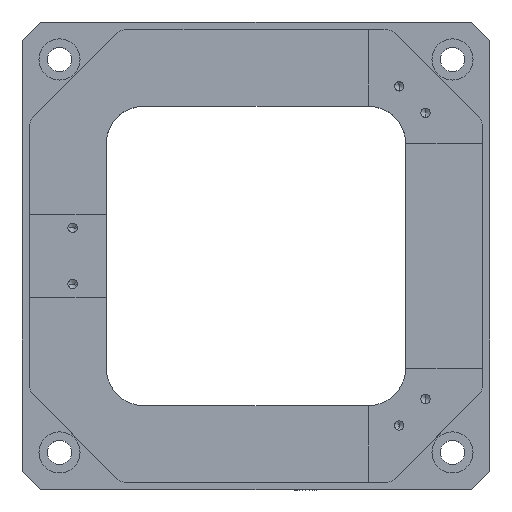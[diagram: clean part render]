
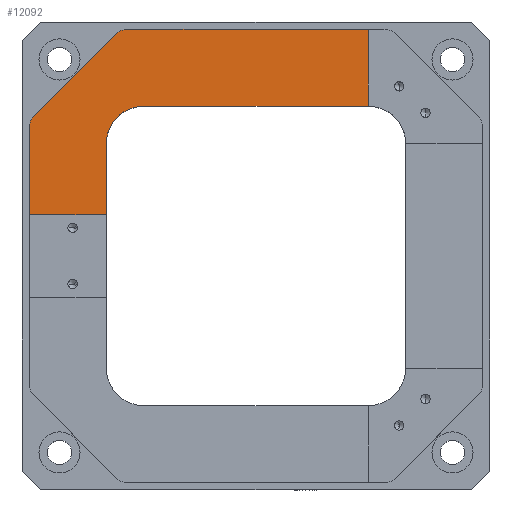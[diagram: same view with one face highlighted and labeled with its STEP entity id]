
A CAD part, top view. The second image highlights one B-rep face of the part: STEP entity #12092.
In plain terms, the highlighted planar face has unit normal (0, 0, 1).
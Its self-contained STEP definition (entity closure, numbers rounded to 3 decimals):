
#749 = AXIS2_PLACEMENT_3D ( 'NONE', #30001, #33395, #3323 ) ;
#1173 = EDGE_CURVE ( 'NONE', #9494, #38056, #40440, .T. ) ;
#1508 = VECTOR ( 'NONE', #12081, 1000. ) ;
#2000 = DIRECTION ( 'NONE',  ( -1., 0., 0. ) ) ;
#2036 = AXIS2_PLACEMENT_3D ( 'NONE', #34893, #8586, #15509 ) ;
#2989 = CARTESIAN_POINT ( 'NONE',  ( -30., 40., 19.5 ) ) ;
#3249 = CIRCLE ( 'NONE', #33672, 10. ) ;
#3323 = DIRECTION ( 'NONE',  ( -1., 0., 0. ) ) ;
#3820 = DIRECTION ( 'NONE',  ( 1., 0., 0. ) ) ;
#4572 = DIRECTION ( 'NONE',  ( 0., -1., 0. ) ) ;
#4945 = VERTEX_POINT ( 'NONE', #13581 ) ;
#5074 = ORIENTED_EDGE ( 'NONE', *, *, #30940, .T. ) ;
#5600 = EDGE_CURVE ( 'NONE', #6119, #36272, #6549, .T. ) ;
#5836 = DIRECTION ( 'NONE',  ( 1., 0., 0. ) ) ;
#5868 = VECTOR ( 'NONE', #36344, 1000. ) ;
#6119 = VERTEX_POINT ( 'NONE', #8502 ) ;
#6130 = DIRECTION ( 'NONE',  ( 0., 0., -1. ) ) ;
#6263 = LINE ( 'NONE', #7562, #8293 ) ;
#6345 = VECTOR ( 'NONE', #4572, 1000. ) ;
#6549 = CIRCLE ( 'NONE', #2036, 3. ) ;
#6784 = VECTOR ( 'NONE', #39901, 1000. ) ;
#6849 = LINE ( 'NONE', #15134, #26360 ) ;
#7381 = ORIENTED_EDGE ( 'NONE', *, *, #12075, .T. ) ;
#7562 = CARTESIAN_POINT ( 'NONE',  ( 30., 57.5, 19.5 ) ) ;
#8243 = ORIENTED_EDGE ( 'NONE', *, *, #1173, .T. ) ;
#8293 = VECTOR ( 'NONE', #24025, 1000. ) ;
#8502 = CARTESIAN_POINT ( 'NONE',  ( -59.621, 36.879, 19.5 ) ) ;
#8586 = DIRECTION ( 'NONE',  ( 0., 0., 1. ) ) ;
#9240 = EDGE_CURVE ( 'NONE', #39020, #11045, #35059, .T. ) ;
#9378 = CARTESIAN_POINT ( 'NONE',  ( -40., 11., 19.5 ) ) ;
#9494 = VERTEX_POINT ( 'NONE', #20570 ) ;
#9890 = AXIS2_PLACEMENT_3D ( 'NONE', #33043, #33328, #3820 ) ;
#9960 = EDGE_CURVE ( 'NONE', #30323, #37602, #3249, .T. ) ;
#11045 = VERTEX_POINT ( 'NONE', #17767 ) ;
#12075 = EDGE_CURVE ( 'NONE', #4945, #39020, #15019, .T. ) ;
#12081 = DIRECTION ( 'NONE',  ( 1., 0., 0. ) ) ;
#12092 = ADVANCED_FACE ( 'NONE', ( #29306 ), #29930, .T. ) ;
#13102 = ORIENTED_EDGE ( 'NONE', *, *, #33222, .T. ) ;
#13160 = LINE ( 'NONE', #19692, #23391 ) ;
#13478 = CARTESIAN_POINT ( 'NONE',  ( -34.757, 60.5, 19.5 ) ) ;
#13581 = CARTESIAN_POINT ( 'NONE',  ( 30., 60.5, 19.5 ) ) ;
#13798 = ORIENTED_EDGE ( 'NONE', *, *, #19100, .F. ) ;
#14821 = ORIENTED_EDGE ( 'NONE', *, *, #9240, .T. ) ;
#15019 = LINE ( 'NONE', #23200, #6784 ) ;
#15134 = CARTESIAN_POINT ( 'NONE',  ( -40., 40., 19.5 ) ) ;
#15509 = DIRECTION ( 'NONE',  ( -1., 0., 0. ) ) ;
#16219 = CARTESIAN_POINT ( 'NONE',  ( -30., 30., 19.5 ) ) ;
#16446 = EDGE_CURVE ( 'NONE', #36272, #9494, #13160, .T. ) ;
#17767 = CARTESIAN_POINT ( 'NONE',  ( -36.879, 59.621, 19.5 ) ) ;
#17850 = EDGE_CURVE ( 'NONE', #28546, #37602, #6849, .T. ) ;
#18561 = CARTESIAN_POINT ( 'NONE',  ( -40., 30., 19.5 ) ) ;
#19100 = EDGE_CURVE ( 'NONE', #30323, #38056, #21766, .T. ) ;
#19410 = DIRECTION ( 'NONE',  ( 0., -1., 0. ) ) ;
#19692 = CARTESIAN_POINT ( 'NONE',  ( -60.5, 57.5, 19.5 ) ) ;
#20570 = CARTESIAN_POINT ( 'NONE',  ( -60.5, 11., 19.5 ) ) ;
#21766 = LINE ( 'NONE', #26447, #6345 ) ;
#23200 = CARTESIAN_POINT ( 'NONE',  ( 34.757, 60.5, 19.5 ) ) ;
#23391 = VECTOR ( 'NONE', #19410, 1000. ) ;
#24025 = DIRECTION ( 'NONE',  ( 0., 1., 0. ) ) ;
#26126 = ORIENTED_EDGE ( 'NONE', *, *, #17850, .F. ) ;
#26360 = VECTOR ( 'NONE', #2000, 1000. ) ;
#26447 = CARTESIAN_POINT ( 'NONE',  ( -40., -40., 19.5 ) ) ;
#28546 = VERTEX_POINT ( 'NONE', #41340 ) ;
#29306 = FACE_OUTER_BOUND ( 'NONE', #38265, .T. ) ;
#29381 = CARTESIAN_POINT ( 'NONE',  ( -36.879, 59.621, 19.5 ) ) ;
#29930 = PLANE ( 'NONE',  #9890 ) ;
#30001 = CARTESIAN_POINT ( 'NONE',  ( -34.757, 57.5, 19.5 ) ) ;
#30323 = VERTEX_POINT ( 'NONE', #18561 ) ;
#30940 = EDGE_CURVE ( 'NONE', #11045, #6119, #33045, .T. ) ;
#31233 = ORIENTED_EDGE ( 'NONE', *, *, #5600, .T. ) ;
#33043 = CARTESIAN_POINT ( 'NONE',  ( 34.757, 57.5, 19.5 ) ) ;
#33045 = LINE ( 'NONE', #29381, #5868 ) ;
#33222 = EDGE_CURVE ( 'NONE', #28546, #4945, #6263, .T. ) ;
#33328 = DIRECTION ( 'NONE',  ( 0., 0., 1. ) ) ;
#33395 = DIRECTION ( 'NONE',  ( 0., 0., 1. ) ) ;
#33672 = AXIS2_PLACEMENT_3D ( 'NONE', #16219, #6130, #5836 ) ;
#34345 = CARTESIAN_POINT ( 'NONE',  ( 34.757, 11., 19.5 ) ) ;
#34893 = CARTESIAN_POINT ( 'NONE',  ( -57.5, 34.757, 19.5 ) ) ;
#35059 = CIRCLE ( 'NONE', #749, 3. ) ;
#36272 = VERTEX_POINT ( 'NONE', #42060 ) ;
#36344 = DIRECTION ( 'NONE',  ( -0.707, -0.707, 0. ) ) ;
#37074 = ORIENTED_EDGE ( 'NONE', *, *, #16446, .T. ) ;
#37602 = VERTEX_POINT ( 'NONE', #2989 ) ;
#38056 = VERTEX_POINT ( 'NONE', #9378 ) ;
#38265 = EDGE_LOOP ( 'NONE', ( #13798, #40876, #26126, #13102, #7381, #14821, #5074, #31233, #37074, #8243 ) ) ;
#39020 = VERTEX_POINT ( 'NONE', #13478 ) ;
#39901 = DIRECTION ( 'NONE',  ( -1., 0., 0. ) ) ;
#40440 = LINE ( 'NONE', #34345, #1508 ) ;
#40876 = ORIENTED_EDGE ( 'NONE', *, *, #9960, .T. ) ;
#41340 = CARTESIAN_POINT ( 'NONE',  ( 30., 40., 19.5 ) ) ;
#42060 = CARTESIAN_POINT ( 'NONE',  ( -60.5, 34.757, 19.5 ) ) ;
